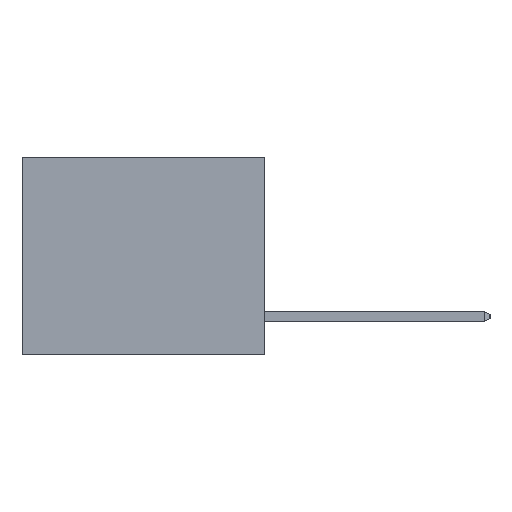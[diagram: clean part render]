
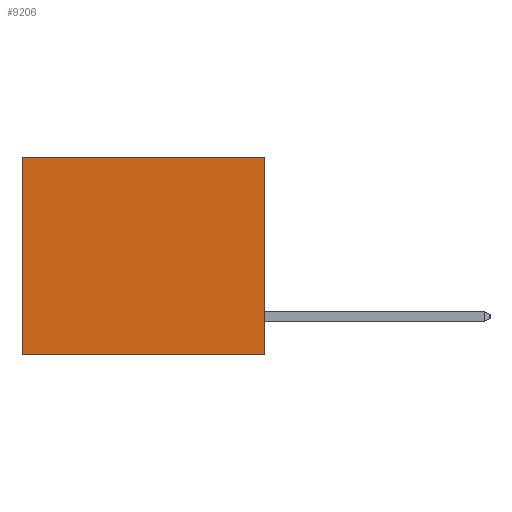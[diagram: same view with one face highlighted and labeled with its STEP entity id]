
A CAD part, left-side view. The second image highlights one B-rep face of the part: STEP entity #9206.
In plain terms, the highlighted planar face has unit normal (-1, 0, 0).
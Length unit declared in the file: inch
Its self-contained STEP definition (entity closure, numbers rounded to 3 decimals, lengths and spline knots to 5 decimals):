
#82 = VERTEX_POINT ( 'NONE', #2632 ) ;
#1394 = DIRECTION ( 'NONE',  ( 0., 1., 0. ) ) ;
#1936 = LINE ( 'NONE', #13927, #12506 ) ;
#2440 = LINE ( 'NONE', #14332, #5039 ) ;
#2632 = CARTESIAN_POINT ( 'NONE',  ( 0.3165, 0., 0. ) ) ;
#3509 = CARTESIAN_POINT ( 'NONE',  ( 0.3165, 0., -0.49 ) ) ;
#3993 = CARTESIAN_POINT ( 'NONE',  ( 0.3165, 0., -0.49 ) ) ;
#4182 = ORIENTED_EDGE ( 'NONE', *, *, #6392, .T. ) ;
#4260 = EDGE_CURVE ( 'NONE', #82, #8844, #1936, .T. ) ;
#4326 = AXIS2_PLACEMENT_3D ( 'NONE', #3509, #9011, #4588 ) ;
#4588 = DIRECTION ( 'NONE',  ( 0., 0., -1. ) ) ;
#5039 = VECTOR ( 'NONE', #7676, 39.37008 ) ;
#5265 = EDGE_LOOP ( 'NONE', ( #8085, #11649, #8888, #4182 ) ) ;
#5361 = CARTESIAN_POINT ( 'NONE',  ( 0.3165, 0.6, 0. ) ) ;
#5538 = CARTESIAN_POINT ( 'NONE',  ( 0.3165, 0., -0.49 ) ) ;
#6392 = EDGE_CURVE ( 'NONE', #82, #9990, #8951, .T. ) ;
#7590 = VECTOR ( 'NONE', #11108, 39.37008 ) ;
#7676 = DIRECTION ( 'NONE',  ( 0., 0., -1. ) ) ;
#7826 = CARTESIAN_POINT ( 'NONE',  ( 0.3165, 0., 0. ) ) ;
#8065 = CARTESIAN_POINT ( 'NONE',  ( 0.3165, 0.6, -0.49 ) ) ;
#8085 = ORIENTED_EDGE ( 'NONE', *, *, #12767, .T. ) ;
#8608 = VECTOR ( 'NONE', #1394, 39.37008 ) ;
#8844 = VERTEX_POINT ( 'NONE', #3993 ) ;
#8888 = ORIENTED_EDGE ( 'NONE', *, *, #4260, .F. ) ;
#8951 = LINE ( 'NONE', #7826, #8608 ) ;
#9011 = DIRECTION ( 'NONE',  ( 1., 0., 0. ) ) ;
#9111 = EDGE_CURVE ( 'NONE', #8844, #11804, #10542, .T. ) ;
#9206 = ADVANCED_FACE ( 'NONE', ( #11398 ), #10097, .F. ) ;
#9990 = VERTEX_POINT ( 'NONE', #5361 ) ;
#10097 = PLANE ( 'NONE',  #4326 ) ;
#10542 = LINE ( 'NONE', #5538, #7590 ) ;
#11108 = DIRECTION ( 'NONE',  ( 0., 1., 0. ) ) ;
#11398 = FACE_OUTER_BOUND ( 'NONE', #5265, .T. ) ;
#11649 = ORIENTED_EDGE ( 'NONE', *, *, #9111, .F. ) ;
#11804 = VERTEX_POINT ( 'NONE', #8065 ) ;
#12506 = VECTOR ( 'NONE', #12925, 39.37008 ) ;
#12767 = EDGE_CURVE ( 'NONE', #9990, #11804, #2440, .T. ) ;
#12925 = DIRECTION ( 'NONE',  ( 0., 0., -1. ) ) ;
#13927 = CARTESIAN_POINT ( 'NONE',  ( 0.3165, 0., -0.49 ) ) ;
#14332 = CARTESIAN_POINT ( 'NONE',  ( 0.3165, 0.6, -0.49 ) ) ;
